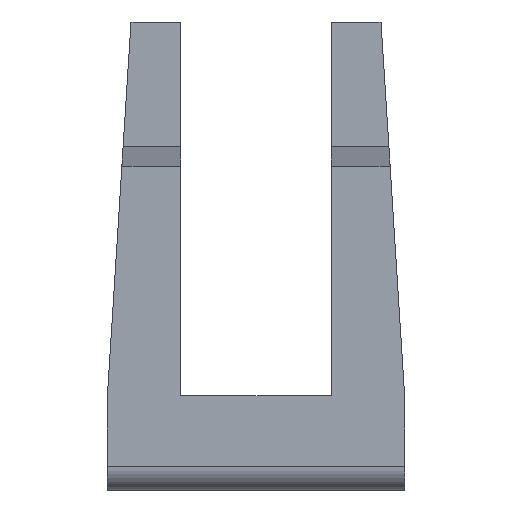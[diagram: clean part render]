
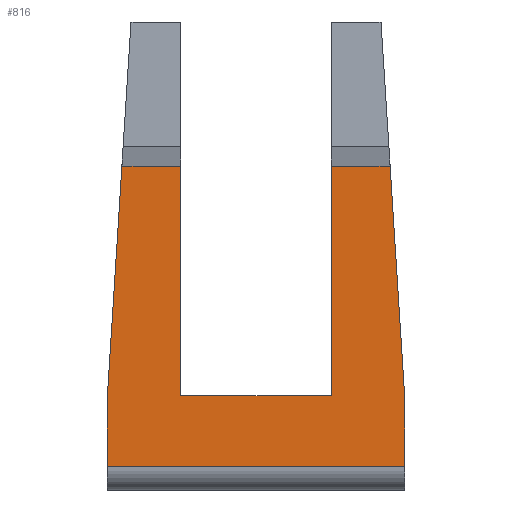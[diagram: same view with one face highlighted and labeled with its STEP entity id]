
A CAD part, left-side view. The second image highlights one B-rep face of the part: STEP entity #816.
In plain terms, the highlighted planar face has unit normal (-1, 0, 0).
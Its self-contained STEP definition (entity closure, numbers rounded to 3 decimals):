
#750=AXIS2_PLACEMENT_3D('Plane Axis2P3D',#747,#748,#749) ;
#292=CARTESIAN_POINT('Vertex',(0.11,6.3,0.5)) ;
#308=CARTESIAN_POINT('Vertex',(0.11,0.,0.5)) ;
#311=CARTESIAN_POINT('Line Origine',(0.11,6.4,0.5)) ;
#393=CARTESIAN_POINT('Line Origine',(0.11,3.15,2.)) ;
#397=CARTESIAN_POINT('Vertex',(0.11,1.55,2.)) ;
#399=CARTESIAN_POINT('Vertex',(0.11,4.75,2.)) ;
#747=CARTESIAN_POINT('Axis2P3D Location',(0.11,-0.1,6.9)) ;
#752=CARTESIAN_POINT('Line Origine',(0.11,4.75,4.433)) ;
#756=CARTESIAN_POINT('Vertex',(0.11,4.75,6.866)) ;
#759=CARTESIAN_POINT('Line Origine',(0.11,5.371,6.866)) ;
#763=CARTESIAN_POINT('Vertex',(0.11,5.993,6.866)) ;
#766=CARTESIAN_POINT('Line Origine',(0.11,6.146,4.433)) ;
#770=CARTESIAN_POINT('Vertex',(0.11,6.3,2.)) ;
#773=CARTESIAN_POINT('Line Origine',(0.11,6.3,1.25)) ;
#778=CARTESIAN_POINT('Line Origine',(0.11,0.,1.25)) ;
#782=CARTESIAN_POINT('Vertex',(0.11,0.,2.)) ;
#785=CARTESIAN_POINT('Line Origine',(0.11,0.154,4.433)) ;
#789=CARTESIAN_POINT('Vertex',(0.11,0.307,6.866)) ;
#792=CARTESIAN_POINT('Line Origine',(0.11,0.929,6.866)) ;
#796=CARTESIAN_POINT('Vertex',(0.11,1.55,6.866)) ;
#799=CARTESIAN_POINT('Line Origine',(0.11,1.55,4.433)) ;
#312=DIRECTION('Vector Direction',(0.,-1.,0.)) ;
#394=DIRECTION('Vector Direction',(0.,1.,0.)) ;
#748=DIRECTION('Axis2P3D Direction',(1.,0.,0.)) ;
#749=DIRECTION('Axis2P3D XDirection',(0.,0.,-1.)) ;
#753=DIRECTION('Vector Direction',(0.,0.,-1.)) ;
#760=DIRECTION('Vector Direction',(0.,1.,0.)) ;
#767=DIRECTION('Vector Direction',(0.,-0.063,0.998)) ;
#774=DIRECTION('Vector Direction',(0.,0.,-1.)) ;
#779=DIRECTION('Vector Direction',(0.,0.,-1.)) ;
#786=DIRECTION('Vector Direction',(0.,0.063,0.998)) ;
#793=DIRECTION('Vector Direction',(0.,-1.,0.)) ;
#800=DIRECTION('Vector Direction',(0.,0.,-1.)) ;
#313=VECTOR('Line Direction',#312,1.) ;
#395=VECTOR('Line Direction',#394,1.) ;
#754=VECTOR('Line Direction',#753,1.) ;
#761=VECTOR('Line Direction',#760,1.) ;
#768=VECTOR('Line Direction',#767,1.) ;
#775=VECTOR('Line Direction',#774,1.) ;
#780=VECTOR('Line Direction',#779,1.) ;
#787=VECTOR('Line Direction',#786,1.) ;
#794=VECTOR('Line Direction',#793,1.) ;
#801=VECTOR('Line Direction',#800,1.) ;
#805=ORIENTED_EDGE('',*,*,#401,.T.) ;
#806=ORIENTED_EDGE('',*,*,#758,.F.) ;
#807=ORIENTED_EDGE('',*,*,#765,.T.) ;
#808=ORIENTED_EDGE('',*,*,#772,.F.) ;
#809=ORIENTED_EDGE('',*,*,#777,.T.) ;
#810=ORIENTED_EDGE('',*,*,#315,.T.) ;
#811=ORIENTED_EDGE('',*,*,#784,.F.) ;
#812=ORIENTED_EDGE('',*,*,#791,.T.) ;
#813=ORIENTED_EDGE('',*,*,#798,.F.) ;
#814=ORIENTED_EDGE('',*,*,#803,.T.) ;
#816=ADVANCED_FACE('Strain Relief',(#815),#751,.F.) ;
#315=EDGE_CURVE('',#293,#309,#314,.T.) ;
#401=EDGE_CURVE('',#398,#400,#396,.T.) ;
#758=EDGE_CURVE('',#757,#400,#755,.T.) ;
#765=EDGE_CURVE('',#757,#764,#762,.T.) ;
#772=EDGE_CURVE('',#771,#764,#769,.T.) ;
#777=EDGE_CURVE('',#771,#293,#776,.T.) ;
#784=EDGE_CURVE('',#783,#309,#781,.T.) ;
#791=EDGE_CURVE('',#783,#790,#788,.T.) ;
#798=EDGE_CURVE('',#797,#790,#795,.T.) ;
#803=EDGE_CURVE('',#797,#398,#802,.T.) ;
#804=EDGE_LOOP('',(#805,#806,#807,#808,#809,#810,#811,#812,#813,#814)) ;
#815=FACE_OUTER_BOUND('',#804,.T.) ;
#314=LINE('Line',#311,#313) ;
#396=LINE('Line',#393,#395) ;
#755=LINE('Line',#752,#754) ;
#762=LINE('Line',#759,#761) ;
#769=LINE('Line',#766,#768) ;
#776=LINE('Line',#773,#775) ;
#781=LINE('Line',#778,#780) ;
#788=LINE('Line',#785,#787) ;
#795=LINE('Line',#792,#794) ;
#802=LINE('Line',#799,#801) ;
#751=PLANE('',#750) ;
#293=VERTEX_POINT('',#292) ;
#309=VERTEX_POINT('',#308) ;
#398=VERTEX_POINT('',#397) ;
#400=VERTEX_POINT('',#399) ;
#757=VERTEX_POINT('',#756) ;
#764=VERTEX_POINT('',#763) ;
#771=VERTEX_POINT('',#770) ;
#783=VERTEX_POINT('',#782) ;
#790=VERTEX_POINT('',#789) ;
#797=VERTEX_POINT('',#796) ;
